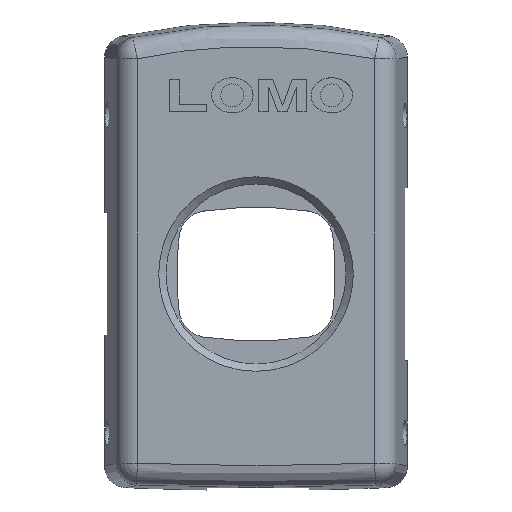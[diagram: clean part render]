
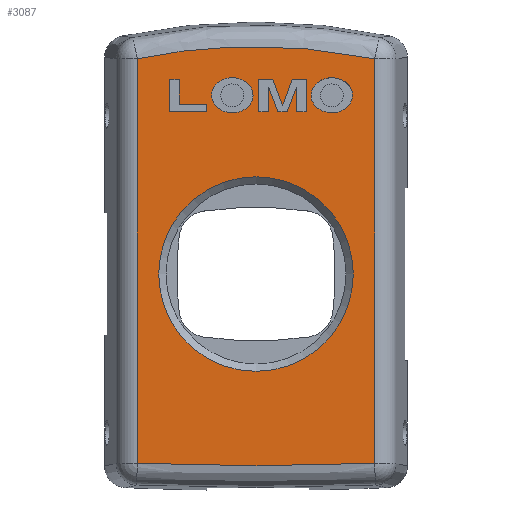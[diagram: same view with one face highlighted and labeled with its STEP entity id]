
A CAD part, top view. The second image highlights one B-rep face of the part: STEP entity #3087.
In plain terms, the highlighted planar face has unit normal (0, 0, 1).
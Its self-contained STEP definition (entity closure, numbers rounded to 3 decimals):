
#62=ELLIPSE('',#3249,2.875,2.437);
#63=ELLIPSE('',#3250,2.875,2.437);
#99=CIRCLE('',#3247,13.5);
#100=CIRCLE('',#3248,1.2);
#172=LINE('',#4207,#368);
#233=LINE('',#4415,#429);
#234=LINE('',#4418,#430);
#235=LINE('',#4420,#431);
#236=LINE('',#4422,#432);
#237=LINE('',#4423,#433);
#238=LINE('',#4426,#434);
#239=LINE('',#4429,#435);
#240=LINE('',#4431,#436);
#241=LINE('',#4433,#437);
#242=LINE('',#4435,#438);
#243=LINE('',#4437,#439);
#244=LINE('',#4439,#440);
#245=LINE('',#4441,#441);
#246=LINE('',#4443,#442);
#247=LINE('',#4445,#443);
#248=LINE('',#4447,#444);
#249=LINE('',#4449,#445);
#250=LINE('',#4451,#446);
#251=LINE('',#4456,#447);
#252=LINE('',#4465,#448);
#368=VECTOR('',#3451,1000.);
#429=VECTOR('',#3570,1000.);
#430=VECTOR('',#3571,1000.);
#431=VECTOR('',#3572,1000.);
#432=VECTOR('',#3573,1000.);
#433=VECTOR('',#3574,1000.);
#434=VECTOR('',#3577,1000.);
#435=VECTOR('',#3578,1000.);
#436=VECTOR('',#3579,1000.);
#437=VECTOR('',#3580,1000.);
#438=VECTOR('',#3581,1000.);
#439=VECTOR('',#3582,1000.);
#440=VECTOR('',#3583,1000.);
#441=VECTOR('',#3584,1000.);
#442=VECTOR('',#3585,1000.);
#443=VECTOR('',#3586,1000.);
#444=VECTOR('',#3587,1000.);
#445=VECTOR('',#3588,1000.);
#446=VECTOR('',#3589,1000.);
#447=VECTOR('',#3594,1000.);
#448=VECTOR('',#3595,1000.);
#699=ORIENTED_EDGE('',*,*,#1282,.T.);
#700=ORIENTED_EDGE('',*,*,#1283,.F.);
#701=ORIENTED_EDGE('',*,*,#1284,.T.);
#702=ORIENTED_EDGE('',*,*,#1285,.F.);
#703=ORIENTED_EDGE('',*,*,#1286,.F.);
#704=ORIENTED_EDGE('',*,*,#1196,.T.);
#705=ORIENTED_EDGE('',*,*,#1287,.T.);
#706=ORIENTED_EDGE('',*,*,#1288,.F.);
#707=ORIENTED_EDGE('',*,*,#1289,.F.);
#708=ORIENTED_EDGE('',*,*,#1290,.T.);
#709=ORIENTED_EDGE('',*,*,#1291,.T.);
#710=ORIENTED_EDGE('',*,*,#1292,.F.);
#711=ORIENTED_EDGE('',*,*,#1293,.F.);
#712=ORIENTED_EDGE('',*,*,#1294,.F.);
#713=ORIENTED_EDGE('',*,*,#1295,.T.);
#714=ORIENTED_EDGE('',*,*,#1296,.T.);
#715=ORIENTED_EDGE('',*,*,#1297,.F.);
#716=ORIENTED_EDGE('',*,*,#1298,.F.);
#717=ORIENTED_EDGE('',*,*,#1299,.F.);
#718=ORIENTED_EDGE('',*,*,#1300,.F.);
#719=ORIENTED_EDGE('',*,*,#1301,.F.);
#720=ORIENTED_EDGE('',*,*,#1302,.T.);
#721=ORIENTED_EDGE('',*,*,#1303,.T.);
#722=ORIENTED_EDGE('',*,*,#1304,.T.);
#723=ORIENTED_EDGE('',*,*,#1305,.T.);
#724=ORIENTED_EDGE('',*,*,#1306,.T.);
#725=ORIENTED_EDGE('',*,*,#1307,.T.);
#1196=EDGE_CURVE('',#1499,#1498,#172,.T.);
#1282=EDGE_CURVE('',#1570,#1570,#99,.F.);
#1283=EDGE_CURVE('',#1571,#1572,#233,.T.);
#1284=EDGE_CURVE('',#1571,#1573,#234,.T.);
#1285=EDGE_CURVE('',#1574,#1573,#235,.T.);
#1286=EDGE_CURVE('',#1499,#1574,#236,.T.);
#1287=EDGE_CURVE('',#1498,#1575,#237,.T.);
#1288=EDGE_CURVE('',#1572,#1575,#100,.T.);
#1289=EDGE_CURVE('',#1576,#1577,#238,.T.);
#1290=EDGE_CURVE('',#1576,#1578,#239,.T.);
#1291=EDGE_CURVE('',#1578,#1579,#240,.T.);
#1292=EDGE_CURVE('',#1580,#1579,#241,.T.);
#1293=EDGE_CURVE('',#1581,#1580,#242,.T.);
#1294=EDGE_CURVE('',#1582,#1581,#243,.T.);
#1295=EDGE_CURVE('',#1582,#1583,#244,.T.);
#1296=EDGE_CURVE('',#1583,#1584,#245,.T.);
#1297=EDGE_CURVE('',#1585,#1584,#246,.T.);
#1298=EDGE_CURVE('',#1586,#1585,#247,.T.);
#1299=EDGE_CURVE('',#1587,#1586,#248,.T.);
#1300=EDGE_CURVE('',#1588,#1587,#249,.T.);
#1301=EDGE_CURVE('',#1577,#1588,#250,.T.);
#1302=EDGE_CURVE('',#1589,#1589,#62,.F.);
#1303=EDGE_CURVE('',#1590,#1590,#63,.F.);
#1304=EDGE_CURVE('',#1591,#1592,#251,.T.);
#1305=EDGE_CURVE('',#1592,#1593,#1678,.T.);
#1306=EDGE_CURVE('',#1593,#1594,#252,.T.);
#1307=EDGE_CURVE('',#1594,#1591,#1679,.T.);
#1498=VERTEX_POINT('',#4206);
#1499=VERTEX_POINT('',#4208);
#1570=VERTEX_POINT('',#4414);
#1571=VERTEX_POINT('',#4416);
#1572=VERTEX_POINT('',#4417);
#1573=VERTEX_POINT('',#4419);
#1574=VERTEX_POINT('',#4421);
#1575=VERTEX_POINT('',#4424);
#1576=VERTEX_POINT('',#4427);
#1577=VERTEX_POINT('',#4428);
#1578=VERTEX_POINT('',#4430);
#1579=VERTEX_POINT('',#4432);
#1580=VERTEX_POINT('',#4434);
#1581=VERTEX_POINT('',#4436);
#1582=VERTEX_POINT('',#4438);
#1583=VERTEX_POINT('',#4440);
#1584=VERTEX_POINT('',#4442);
#1585=VERTEX_POINT('',#4444);
#1586=VERTEX_POINT('',#4446);
#1587=VERTEX_POINT('',#4448);
#1588=VERTEX_POINT('',#4450);
#1589=VERTEX_POINT('',#4453);
#1590=VERTEX_POINT('',#4455);
#1591=VERTEX_POINT('',#4457);
#1592=VERTEX_POINT('',#4458);
#1593=VERTEX_POINT('',#4464);
#1594=VERTEX_POINT('',#4466);
#1678=B_SPLINE_CURVE_WITH_KNOTS('',3,(#4459,#4460,#4461,#4462,#4463),
 .UNSPECIFIED.,.F.,.F.,(4,1,4),(0.,0.017,
0.033),.UNSPECIFIED.);
#1679=B_SPLINE_CURVE_WITH_KNOTS('',3,(#4467,#4468,#4469,#4470),
 .UNSPECIFIED.,.F.,.F.,(4,4),(0.,0.033),.UNSPECIFIED.);
#1726=EDGE_LOOP('',(#699));
#1727=EDGE_LOOP('',(#700,#701,#702,#703,#704,#705,#706));
#1728=EDGE_LOOP('',(#707,#708,#709,#710,#711,#712,#713,#714,#715,#716,#717,
#718,#719));
#1729=EDGE_LOOP('',(#720));
#1730=EDGE_LOOP('',(#721));
#1731=EDGE_LOOP('',(#722,#723,#724,#725));
#1901=FACE_BOUND('',#1726,.T.);
#1902=FACE_BOUND('',#1727,.T.);
#1903=FACE_BOUND('',#1728,.T.);
#1904=FACE_BOUND('',#1729,.T.);
#1905=FACE_BOUND('',#1730,.T.);
#1906=FACE_BOUND('',#1731,.T.);
#2065=PLANE('',#3246);
#3087=ADVANCED_FACE('',(#1901,#1902,#1903,#1904,#1905,#1906),#2065,.T.);
#3246=AXIS2_PLACEMENT_3D('',#4412,#3566,#3567);
#3247=AXIS2_PLACEMENT_3D('',#4413,#3568,#3569);
#3248=AXIS2_PLACEMENT_3D('',#4425,#3575,#3576);
#3249=AXIS2_PLACEMENT_3D('',#4452,#3590,#3591);
#3250=AXIS2_PLACEMENT_3D('',#4454,#3592,#3593);
#3451=DIRECTION('',(1.,0.,0.));
#3566=DIRECTION('',(0.,0.,1.));
#3567=DIRECTION('',(1.,0.,0.));
#3568=DIRECTION('',(0.,0.,1.));
#3569=DIRECTION('',(1.,0.,0.));
#3570=DIRECTION('',(-1.,0.002,0.));
#3571=DIRECTION('',(0.,-1.,0.));
#3572=DIRECTION('',(1.,0.,0.));
#3573=DIRECTION('',(0.,-1.,0.));
#3574=DIRECTION('',(0.,-1.,0.));
#3575=DIRECTION('',(0.,0.,1.));
#3576=DIRECTION('',(-1.,0.,0.));
#3577=DIRECTION('',(0.,1.,0.));
#3578=DIRECTION('',(-1.,0.,0.));
#3579=DIRECTION('',(0.001,1.,0.));
#3580=DIRECTION('',(0.352,0.936,0.));
#3581=DIRECTION('',(1.,0.,0.));
#3582=DIRECTION('',(0.352,-0.936,0.));
#3583=DIRECTION('',(0.001,-1.,0.));
#3584=DIRECTION('',(-1.,0.,0.));
#3585=DIRECTION('',(0.,-1.,0.));
#3586=DIRECTION('',(-1.,0.,0.));
#3587=DIRECTION('',(-0.345,0.939,0.));
#3588=DIRECTION('',(-0.345,-0.939,0.));
#3589=DIRECTION('',(-1.,0.,0.));
#3590=DIRECTION('',(0.,0.,1.));
#3591=DIRECTION('',(-1.,0.,0.));
#3592=DIRECTION('',(0.,0.,1.));
#3593=DIRECTION('',(-1.,0.,0.));
#3594=DIRECTION('',(0.,1.,0.));
#3595=DIRECTION('',(0.,-1.,0.));
#4206=CARTESIAN_POINT('',(-10.625,27.,0.));
#4207=CARTESIAN_POINT('',(40.,27.,0.));
#4208=CARTESIAN_POINT('',(-11.995,27.,0.));
#4412=CARTESIAN_POINT('',(40.,102.5,0.));
#4413=CARTESIAN_POINT('',(0.,0.,0.));
#4414=CARTESIAN_POINT('',(13.5,0.,0.));
#4415=CARTESIAN_POINT('',(-9.51,23.505,0.));
#4416=CARTESIAN_POINT('',(-6.807,23.5,0.));
#4417=CARTESIAN_POINT('',(-10.641,23.508,0.));
#4418=CARTESIAN_POINT('',(-6.807,102.5,0.));
#4419=CARTESIAN_POINT('',(-6.807,22.5,0.));
#4420=CARTESIAN_POINT('',(40.,22.5,0.));
#4421=CARTESIAN_POINT('',(-11.995,22.5,0.));
#4422=CARTESIAN_POINT('',(-11.995,23.738,0.));
#4423=CARTESIAN_POINT('',(-10.625,102.5,0.));
#4424=CARTESIAN_POINT('',(-10.625,23.7,0.));
#4425=CARTESIAN_POINT('',(-11.825,23.7,0.));
#4426=CARTESIAN_POINT('',(6.979,102.5,0.));
#4427=CARTESIAN_POINT('',(6.979,22.529,0.));
#4428=CARTESIAN_POINT('',(6.979,27.029,0.));
#4429=CARTESIAN_POINT('',(40.,22.529,0.));
#4430=CARTESIAN_POINT('',(5.604,22.529,0.));
#4431=CARTESIAN_POINT('',(5.669,102.528,0.));
#4432=CARTESIAN_POINT('',(5.607,25.924,0.));
#4433=CARTESIAN_POINT('',(35.088,104.347,0.));
#4434=CARTESIAN_POINT('',(4.331,22.529,0.));
#4435=CARTESIAN_POINT('',(40.,22.529,0.));
#4436=CARTESIAN_POINT('',(3.031,22.529,0.));
#4437=CARTESIAN_POINT('',(-18.732,80.421,0.));
#4438=CARTESIAN_POINT('',(1.754,25.924,0.));
#4439=CARTESIAN_POINT('',(1.692,102.469,0.));
#4440=CARTESIAN_POINT('',(1.757,22.529,0.));
#4441=CARTESIAN_POINT('',(40.,22.529,0.));
#4442=CARTESIAN_POINT('',(0.382,22.529,0.));
#4443=CARTESIAN_POINT('',(0.382,102.5,0.));
#4444=CARTESIAN_POINT('',(0.382,27.029,0.));
#4445=CARTESIAN_POINT('',(40.,27.029,0.));
#4446=CARTESIAN_POINT('',(2.332,27.029,0.));
#4447=CARTESIAN_POINT('',(-17.612,81.347,0.));
#4448=CARTESIAN_POINT('',(3.681,23.355,0.));
#4449=CARTESIAN_POINT('',(33.603,104.849,0.));
#4450=CARTESIAN_POINT('',(5.029,27.029,0.));
#4451=CARTESIAN_POINT('',(40.,27.029,0.));
#4452=CARTESIAN_POINT('',(10.518,24.807,0.));
#4453=CARTESIAN_POINT('',(7.644,24.807,0.));
#4454=CARTESIAN_POINT('',(-3.282,24.807,0.));
#4455=CARTESIAN_POINT('',(-6.156,24.807,0.));
#4456=CARTESIAN_POINT('',(16.459,100.,0.));
#4457=CARTESIAN_POINT('',(16.459,-26.267,0.));
#4458=CARTESIAN_POINT('',(16.459,29.879,0.));
#4459=CARTESIAN_POINT('',(16.459,29.879,0.));
#4460=CARTESIAN_POINT('',(11.042,31.013,0.));
#4461=CARTESIAN_POINT('',(-0.008,32.153,0.));
#4462=CARTESIAN_POINT('',(-11.042,31.013,0.));
#4463=CARTESIAN_POINT('',(-16.459,29.879,0.));
#4464=CARTESIAN_POINT('',(-16.459,29.879,0.));
#4465=CARTESIAN_POINT('',(-16.459,100.,0.));
#4466=CARTESIAN_POINT('',(-16.459,-26.267,0.));
#4467=CARTESIAN_POINT('',(-16.459,-26.267,0.));
#4468=CARTESIAN_POINT('',(-5.491,-26.71,0.));
#4469=CARTESIAN_POINT('',(5.491,-26.71,0.));
#4470=CARTESIAN_POINT('',(16.459,-26.267,0.));
